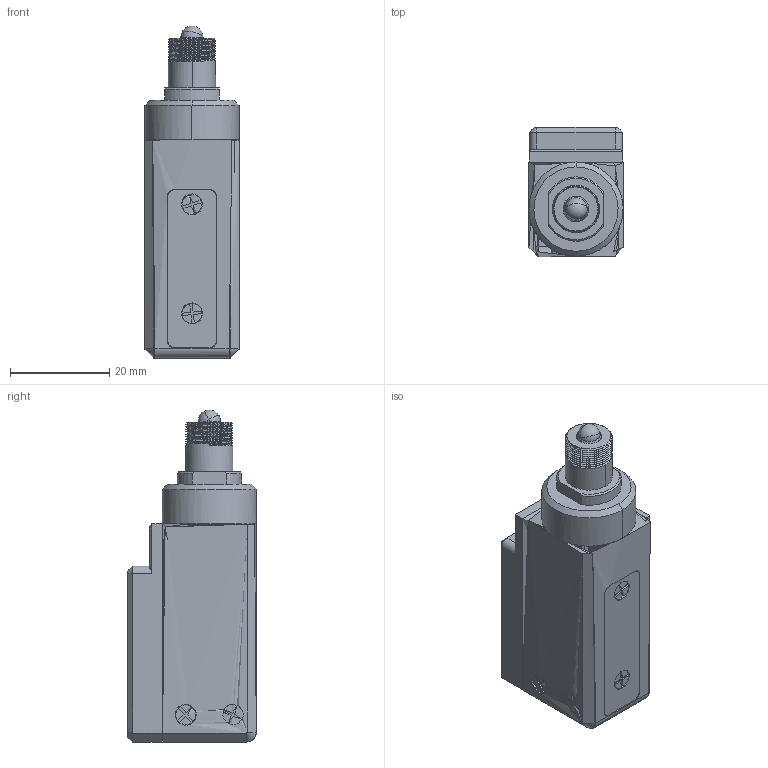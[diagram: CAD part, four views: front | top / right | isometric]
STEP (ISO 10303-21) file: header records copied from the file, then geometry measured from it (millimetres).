
FILE_DESCRIPTION (( 'STEP AP203' ), '1' );
FILE_NAME ('527204.STEP', '2025-07-01T06:47:24', ( '' ), ( '' ), 'SwSTEP 2.0', 'SolidWorks 2020', '' );
FILE_SCHEMA (( 'CONFIG_CONTROL_DESIGN' ));
Length unit declared in the file: millimetre
Products named in the file (1): 527204
Bounding box: 19 x 26 x 66.99 mm (x, y, z)
Surface area: 7550 mm2 (no closed solid volume)
Topology: 0 solids, 7 shells, 298 faces, 923 edges, 631 vertices
Faces by surface type: plane 199, cylinder 77, cone 13, sphere 4, bspline 3, torus 2
Entity records: 17647 total; most frequent: CARTESIAN_POINT 11375, ORIENTED_EDGE 1586, EDGE_CURVE 919, B_SPLINE_CURVE_WITH_KNOTS 911, VERTEX_POINT 632, DIRECTION 591, EDGE_LOOP 329, FACE_OUTER_BOUND 297
